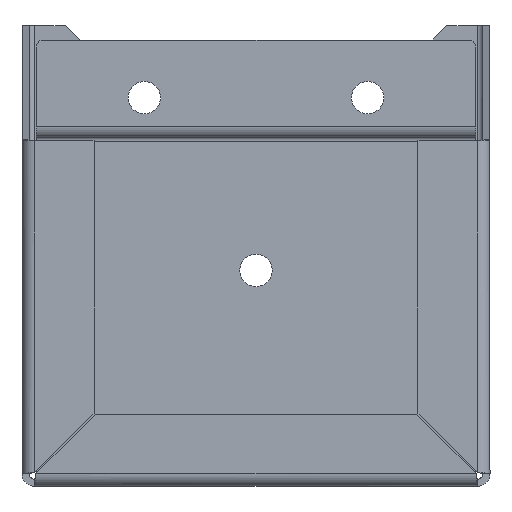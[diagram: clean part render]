
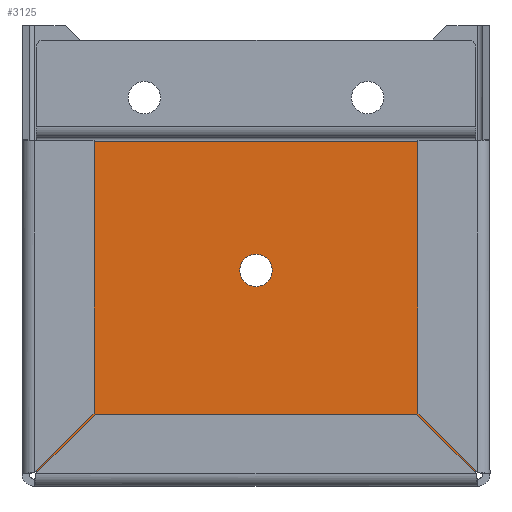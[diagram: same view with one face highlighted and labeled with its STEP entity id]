
A CAD part, front view. The second image highlights one B-rep face of the part: STEP entity #3125.
In plain terms, the highlighted face is planar.
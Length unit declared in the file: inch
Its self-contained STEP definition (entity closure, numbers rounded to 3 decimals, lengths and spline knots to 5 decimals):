
#2614=CARTESIAN_POINT('',(4.09375,4.0,0.12487));
#2615=VERTEX_POINT('',#2614);
#2616=CARTESIAN_POINT('',(3.8125,4.0,0.12487));
#2617=DIRECTION('',(0.0,0.0,1.0));
#2618=DIRECTION('',(1.0,0.0,0.0));
#2619=AXIS2_PLACEMENT_3D('',#2616,#2617,#2618);
#2620=CIRCLE('',#2619,0.28125);
#2621=EDGE_CURVE('',#2615,#2615,#2620,.T.);
#2755=CARTESIAN_POINT('',(7.625,1.75421,0.12487));
#2756=VERTEX_POINT('',#2755);
#2764=CARTESIAN_POINT('',(7.625,7.5001,0.12487));
#2765=VERTEX_POINT('',#2764);
#2766=CARTESIAN_POINT('',(7.625,7.5001,0.12487));
#2767=DIRECTION('',(0.0,-1.0,0.0));
#2768=VECTOR('',#2767,5.74589);
#2769=LINE('',#2766,#2768);
#2770=EDGE_CURVE('',#2765,#2756,#2769,.T.);
#2950=CARTESIAN_POINT('',(0.,7.5001,0.12487));
#2951=VERTEX_POINT('',#2950);
#2958=CARTESIAN_POINT('',(0.,1.75421,0.12487));
#2959=VERTEX_POINT('',#2958);
#2960=CARTESIAN_POINT('',(0.,1.75421,0.12487));
#2961=DIRECTION('',(0.0,1.0,0.0));
#2962=VECTOR('',#2961,5.74589);
#2963=LINE('',#2960,#2962);
#2964=EDGE_CURVE('',#2959,#2951,#2963,.T.);
#3008=CARTESIAN_POINT('',(0.125,7.6251,0.12487));
#3009=VERTEX_POINT('',#3008);
#3016=CARTESIAN_POINT('',(0.125,7.5001,0.12487));
#3017=DIRECTION('',(0.0,0.0,1.0));
#3018=DIRECTION('',(-0.707,0.707,0.0));
#3019=AXIS2_PLACEMENT_3D('',#3016,#3017,#3018);
#3020=CIRCLE('',#3019,0.125);
#3021=EDGE_CURVE('',#3009,#2951,#3020,.T.);
#3041=CARTESIAN_POINT('',(7.5,7.6251,0.12487));
#3042=VERTEX_POINT('',#3041);
#3049=CARTESIAN_POINT('',(0.125,7.6251,0.12487));
#3050=DIRECTION('',(1.0,0.0,0.0));
#3051=VECTOR('',#3050,7.375);
#3052=LINE('',#3049,#3051);
#3053=EDGE_CURVE('',#3009,#3042,#3052,.T.);
#3091=CARTESIAN_POINT('',(7.5,7.5001,0.12487));
#3092=DIRECTION('',(0.0,0.0,1.0));
#3093=DIRECTION('',(0.707,0.707,0.0));
#3094=AXIS2_PLACEMENT_3D('',#3091,#3092,#3093);
#3095=CIRCLE('',#3094,0.125);
#3096=EDGE_CURVE('',#2765,#3042,#3095,.T.);
#3104=CARTESIAN_POINT('',(0.,7.6251,0.12487));
#3105=DIRECTION('',(0.0,0.0,-1.0));
#3106=DIRECTION('',(-1.0,0.0,0.0));
#3107=AXIS2_PLACEMENT_3D('',#3104,#3105,#3106);
#3108=PLANE('',#3107);
#3109=ORIENTED_EDGE('',*,*,#3021,.F.);
#3110=ORIENTED_EDGE('',*,*,#3053,.T.);
#3111=ORIENTED_EDGE('',*,*,#3096,.F.);
#3112=ORIENTED_EDGE('',*,*,#2770,.T.);
#3113=CARTESIAN_POINT('',(0.0,1.75421,0.12487));
#3114=DIRECTION('',(1.0,0.0,0.0));
#3115=VECTOR('',#3114,7.625);
#3116=LINE('',#3113,#3115);
#3117=EDGE_CURVE('',#2959,#2756,#3116,.T.);
#3118=ORIENTED_EDGE('',*,*,#3117,.F.);
#3119=ORIENTED_EDGE('',*,*,#2964,.T.);
#3120=EDGE_LOOP('',(#3109,#3110,#3111,#3112,#3118,#3119));
#3121=FACE_OUTER_BOUND('',#3120,.T.);
#3122=ORIENTED_EDGE('',*,*,#2621,.T.);
#3123=EDGE_LOOP('',(#3122));
#3124=FACE_BOUND('',#3123,.T.);
#3125=ADVANCED_FACE('',(#3121,#3124),#3108,.T.);
